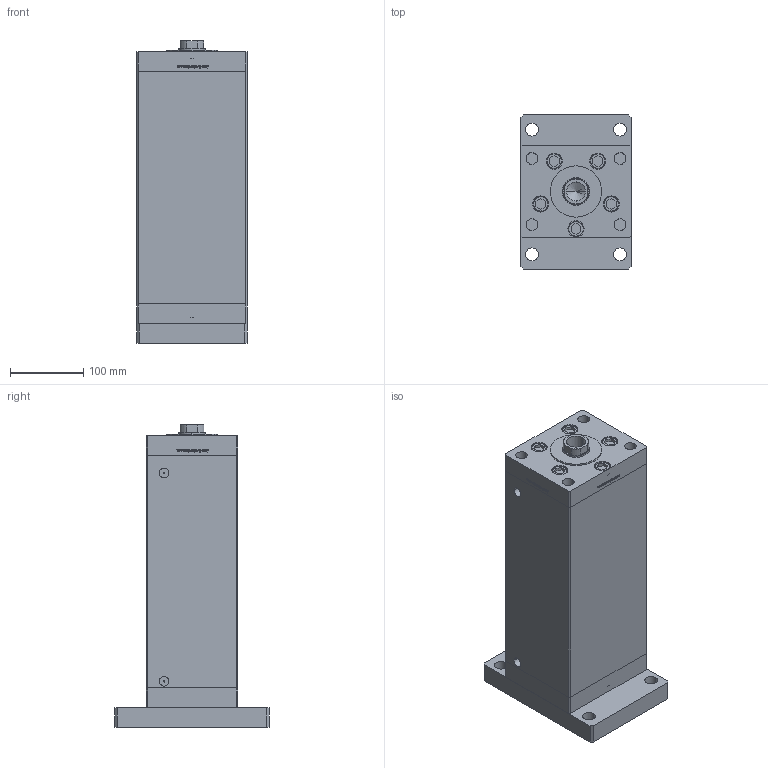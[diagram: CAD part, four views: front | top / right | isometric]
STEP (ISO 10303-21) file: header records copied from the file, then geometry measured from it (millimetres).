
FILE_DESCRIPTION (( 'STEP AP203' ), '1' );
FILE_NAME ('f490.STEP', '2024-01-09T01:43:59', ( '' ), ( '' ), 'SwSTEP 2.0', 'SolidWorks 2019', '' );
FILE_SCHEMA (( 'CONFIG_CONTROL_DESIGN' ));
Length unit declared in the file: millimetre
Products named in the file (9): V220C_G_MIDDLE 6ecaf915a570a93fa8991b61eba75028; f490; V220C BACK_G 6ecaf915a570a93fa8991b61eba75028; ALLEN BOLT 6ecaf915a570a93fa8991b61eba75028; V220C_F 6ecaf915a570a93fa8991b61eba75028; FEMALE_PART_FOR_DFA 6ecaf915a570a93fa8991b61eba75028; DFA 6ecaf915a570a93fa8991b61eba75028; V220C_FRONT_G 6ecaf915a570a93fa8991b61eba75028; V220C_VC_G 6ecaf915a570a93fa8991b61eba75028
Assembly tree (21 placements, depth 3):
  f490
    V220C BACK_G 6ecaf915a570a93fa8991b61eba75028
    V220C_FRONT_G 6ecaf915a570a93fa8991b61eba75028
    V220C_G_MIDDLE 6ecaf915a570a93fa8991b61eba75028
    ALLEN BOLT 6ecaf915a570a93fa8991b61eba75028  x14
    V220C_F 6ecaf915a570a93fa8991b61eba75028
    V220C_VC_G 6ecaf915a570a93fa8991b61eba75028
    DFA 6ecaf915a570a93fa8991b61eba75028
      FEMALE_PART_FOR_DFA 6ecaf915a570a93fa8991b61eba75028
Bounding box: 150 x 210 x 413 mm (x, y, z)
Volume: 6566717.9 mm3; surface area: 620443.5 mm2
Topology: 20 solids, 20 shells, 1346 faces, 3322 edges, 2167 vertices
Faces by surface type: plane 530, bspline 484, cylinder 198, cone 74, torus 60
Entity records: 54841 total; most frequent: CARTESIAN_POINT 30618, ORIENTED_EDGE 5444, DIRECTION 3270, EDGE_CURVE 2722, VERTEX_POINT 1803, VECTOR 1408, LINE 1408, EDGE_LOOP 1247
